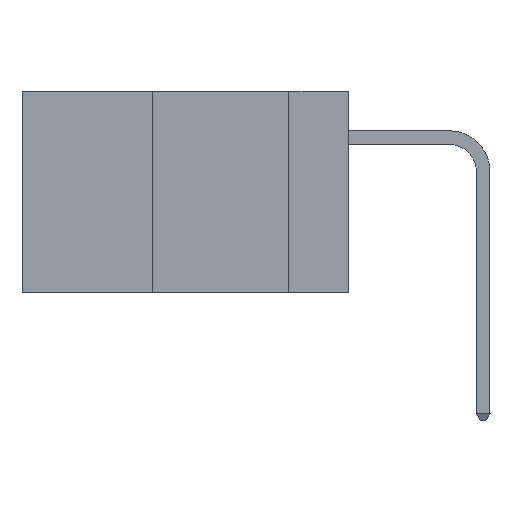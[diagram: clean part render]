
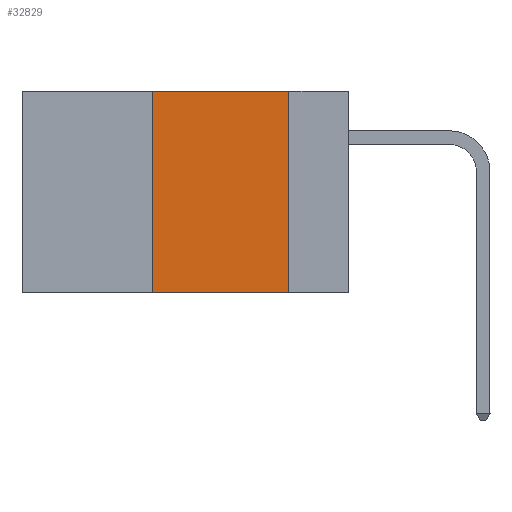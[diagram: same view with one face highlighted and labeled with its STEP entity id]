
A CAD part, left-side view. The second image highlights one B-rep face of the part: STEP entity #32829.
In plain terms, the highlighted planar face has unit normal (-1, 0, 0).
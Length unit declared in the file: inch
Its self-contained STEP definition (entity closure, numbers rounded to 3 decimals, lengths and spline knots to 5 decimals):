
#1440 = AXIS2_PLACEMENT_3D ( 'NONE', #43744, #40128, #37412 ) ;
#2124 = LINE ( 'NONE', #26241, #37094 ) ;
#3605 = DIRECTION ( 'NONE',  ( 0., -1., 0. ) ) ;
#8115 = EDGE_LOOP ( 'NONE', ( #32778, #10497, #40015, #40180 ) ) ;
#9587 = VECTOR ( 'NONE', #35690, 39.37008 ) ;
#10497 = ORIENTED_EDGE ( 'NONE', *, *, #10515, .F. ) ;
#10515 = EDGE_CURVE ( 'NONE', #11330, #34015, #27527, .T. ) ;
#11330 = VERTEX_POINT ( 'NONE', #19295 ) ;
#15200 = DIRECTION ( 'NONE',  ( 0., 0., -1. ) ) ;
#15461 = EDGE_CURVE ( 'NONE', #24409, #11330, #18734, .T. ) ;
#16335 = CARTESIAN_POINT ( 'NONE',  ( 0., 0.36, -0.37 ) ) ;
#17169 = VERTEX_POINT ( 'NONE', #36453 ) ;
#17568 = CARTESIAN_POINT ( 'NONE',  ( 0., 0.6, 0. ) ) ;
#18580 = VECTOR ( 'NONE', #3605, 39.37008 ) ;
#18734 = LINE ( 'NONE', #21905, #9587 ) ;
#19295 = CARTESIAN_POINT ( 'NONE',  ( 0., 0.36, 0. ) ) ;
#19401 = EDGE_CURVE ( 'NONE', #34015, #17169, #2124, .T. ) ;
#21459 = CARTESIAN_POINT ( 'NONE',  ( 0., 0.11, 0. ) ) ;
#21905 = CARTESIAN_POINT ( 'NONE',  ( 0., 0.36, 0. ) ) ;
#24409 = VERTEX_POINT ( 'NONE', #16335 ) ;
#26089 = CARTESIAN_POINT ( 'NONE',  ( 0., 0.6, -0.37 ) ) ;
#26241 = CARTESIAN_POINT ( 'NONE',  ( 0., 0.11, 0. ) ) ;
#27527 = LINE ( 'NONE', #17568, #18580 ) ;
#29310 = EDGE_CURVE ( 'NONE', #24409, #17169, #29913, .T. ) ;
#29913 = LINE ( 'NONE', #26089, #30742 ) ;
#30402 = FACE_OUTER_BOUND ( 'NONE', #8115, .T. ) ;
#30742 = VECTOR ( 'NONE', #43254, 39.37008 ) ;
#32778 = ORIENTED_EDGE ( 'NONE', *, *, #19401, .F. ) ;
#32829 = ADVANCED_FACE ( 'NONE', ( #30402 ), #44397, .F. ) ;
#34015 = VERTEX_POINT ( 'NONE', #21459 ) ;
#35690 = DIRECTION ( 'NONE',  ( 0., 0., 1. ) ) ;
#36453 = CARTESIAN_POINT ( 'NONE',  ( 0., 0.11, -0.37 ) ) ;
#37094 = VECTOR ( 'NONE', #15200, 39.37008 ) ;
#37412 = DIRECTION ( 'NONE',  ( 0., 0., -1. ) ) ;
#40015 = ORIENTED_EDGE ( 'NONE', *, *, #15461, .F. ) ;
#40128 = DIRECTION ( 'NONE',  ( 1., 0., 0. ) ) ;
#40180 = ORIENTED_EDGE ( 'NONE', *, *, #29310, .T. ) ;
#43254 = DIRECTION ( 'NONE',  ( 0., -1., 0. ) ) ;
#43744 = CARTESIAN_POINT ( 'NONE',  ( 0., 0.6, 0. ) ) ;
#44397 = PLANE ( 'NONE',  #1440 ) ;
